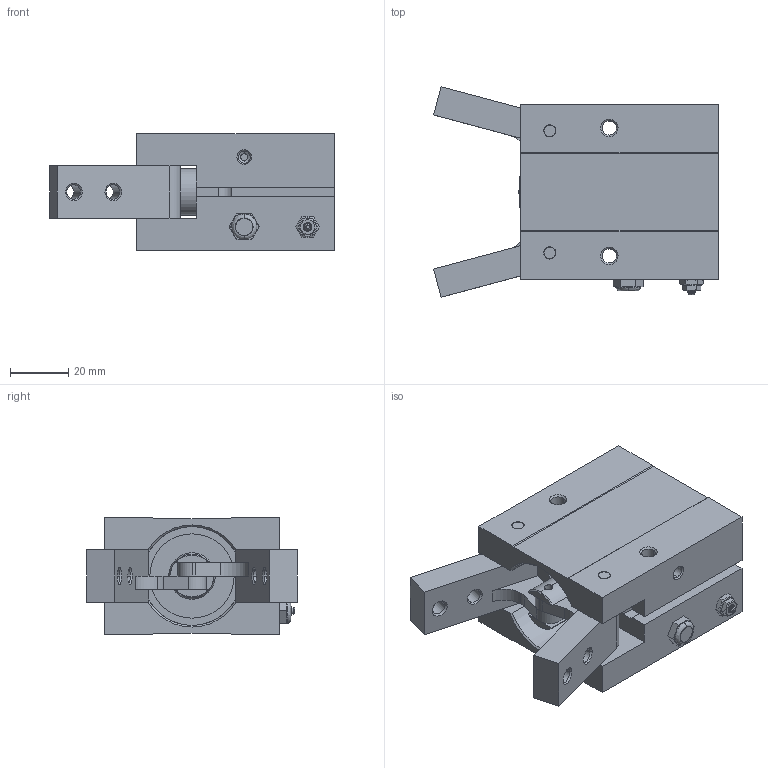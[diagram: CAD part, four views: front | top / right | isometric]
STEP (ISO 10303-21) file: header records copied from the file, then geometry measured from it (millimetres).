
FILE_DESCRIPTION (( 'STEP AP214' ), '1' );
FILE_NAME ('KA32MSA-M.step', '2017-07-18T19:58:39', ( '' ), ( '' ), 'SwSTEP 2.0', 'SolidWorks 2017', '' );
FILE_SCHEMA (( 'AUTOMOTIVE_DESIGN' ));
Length unit declared in the file: millimetre
Products named in the file (5): KA32MSA-M-4; KA32MSA-M-3; KA32MSA-M-2; KA32MSA-M-1; KA32MSA-M
Assembly tree (4 placements, depth 2):
  KA32MSA-M
    KA32MSA-M-1
    KA32MSA-M-2
    KA32MSA-M-3
    KA32MSA-M-4
Bounding box: 97.93 x 72.36 x 40 mm (x, y, z)
Volume: 133805.8 mm3; surface area: 43599.1 mm2
Topology: 4 solids, 5 shells, 298 faces, 732 edges, 466 vertices
Faces by surface type: plane 120, cylinder 90, cone 82, bspline 6
Entity records: 9410 total; most frequent: CARTESIAN_POINT 1993, DIRECTION 1568, ORIENTED_EDGE 1464, EDGE_CURVE 732, AXIS2_PLACEMENT_3D 597, VERTEX_POINT 466, LINE 374, VECTOR 374
